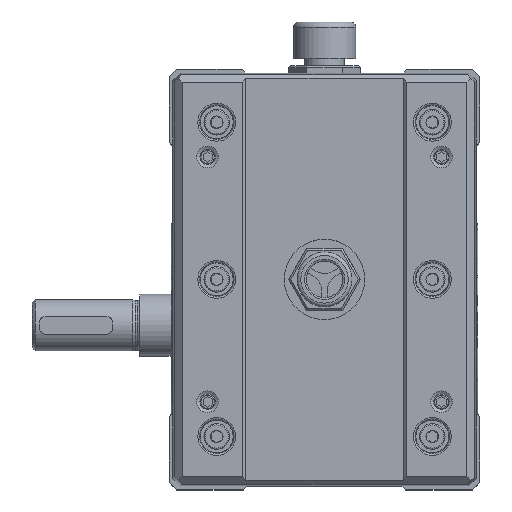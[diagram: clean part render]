
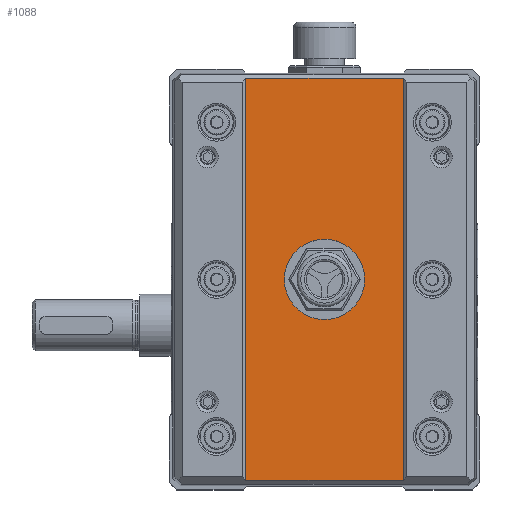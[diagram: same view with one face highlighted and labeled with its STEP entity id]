
A CAD part, top view. The second image highlights one B-rep face of the part: STEP entity #1088.
In plain terms, the highlighted planar face has unit normal (0, 0, 1).
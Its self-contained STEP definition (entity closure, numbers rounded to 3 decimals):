
#1088 = ADVANCED_FACE( '', ( #2742, #2743 ), #2744, .T. );
#2742 = FACE_OUTER_BOUND( '', #5102, .T. );
#2743 = FACE_BOUND( '', #5103, .T. );
#2744 = PLANE( '', #5104 );
#5102 = EDGE_LOOP( '', ( #8338, #8339, #8340, #8341 ) );
#5103 = EDGE_LOOP( '', ( #8342 ) );
#5104 = AXIS2_PLACEMENT_3D( '', #8343, #8344, #8345 );
#8338 = ORIENTED_EDGE( '', *, *, #13242, .F. );
#8339 = ORIENTED_EDGE( '', *, *, #12733, .F. );
#8340 = ORIENTED_EDGE( '', *, *, #13243, .F. );
#8341 = ORIENTED_EDGE( '', *, *, #13244, .F. );
#8342 = ORIENTED_EDGE( '', *, *, #13245, .F. );
#8343 = CARTESIAN_POINT( '', ( 27.468, 80.755, 84. ) );
#8344 = DIRECTION( '', ( 0., 0., 1. ) );
#8345 = DIRECTION( '', ( 1., 0., 0. ) );
#12733 = EDGE_CURVE( '', #15109, #15110, #15111, .T. );
#13242 = EDGE_CURVE( '', #15110, #15940, #15941, .T. );
#13243 = EDGE_CURVE( '', #15942, #15109, #15943, .T. );
#13244 = EDGE_CURVE( '', #15940, #15942, #15944, .T. );
#13245 = EDGE_CURVE( '', #15945, #15945, #15946, .T. );
#15109 = VERTEX_POINT( '', #19376 );
#15110 = VERTEX_POINT( '', #19377 );
#15111 = LINE( '', #19378, #19379 );
#15940 = VERTEX_POINT( '', #21656 );
#15941 = LINE( '', #21657, #21658 );
#15942 = VERTEX_POINT( '', #21659 );
#15943 = LINE( '', #21660, #21661 );
#15944 = LINE( '', #21662, #21663 );
#15945 = VERTEX_POINT( '', #21664 );
#15946 = CIRCLE( '', #21665, 11. );
#19376 = CARTESIAN_POINT( '', ( -20.5, 3.391, 84. ) );
#19377 = CARTESIAN_POINT( '', ( -20.5, 113.415, 84. ) );
#19378 = CARTESIAN_POINT( '', ( -20.5, 129.708, 84. ) );
#19379 = VECTOR( '', #26628, 1000. );
#21656 = CARTESIAN_POINT( '', ( 22.5, 113.415, 84. ) );
#21657 = CARTESIAN_POINT( '', ( -109.5, 113.415, 84. ) );
#21658 = VECTOR( '', #27204, 1000. );
#21659 = CARTESIAN_POINT( '', ( 22.5, 3.391, 84. ) );
#21660 = CARTESIAN_POINT( '', ( -109.5, 3.391, 84. ) );
#21661 = VECTOR( '', #27205, 1000. );
#21662 = CARTESIAN_POINT( '', ( 22.5, 129.708, 84. ) );
#21663 = VECTOR( '', #27206, 1000. );
#21664 = CARTESIAN_POINT( '', ( 12., 58.403, 84. ) );
#21665 = AXIS2_PLACEMENT_3D( '', #27207, #27208, #27209 );
#26628 = DIRECTION( '', ( 0., 1., 0. ) );
#27204 = DIRECTION( '', ( 1., 0., 0. ) );
#27205 = DIRECTION( '', ( -1., 0., 0. ) );
#27206 = DIRECTION( '', ( 0., -1., 0. ) );
#27207 = CARTESIAN_POINT( '', ( 1., 58.403, 84. ) );
#27208 = DIRECTION( '', ( 0., 0., 1. ) );
#27209 = DIRECTION( '', ( 1., 0., 0. ) );
